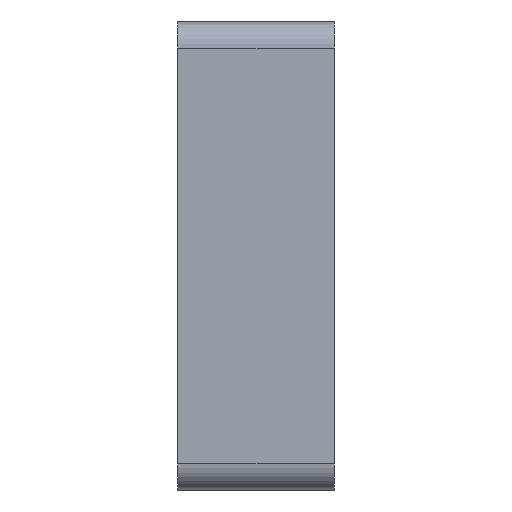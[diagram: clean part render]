
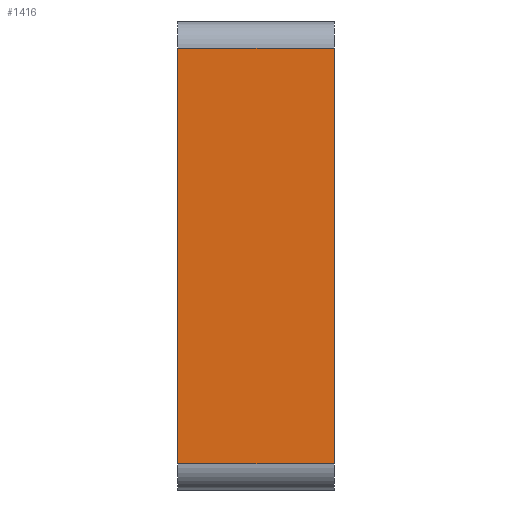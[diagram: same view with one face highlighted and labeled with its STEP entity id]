
A CAD part, left-side view. The second image highlights one B-rep face of the part: STEP entity #1416.
In plain terms, the highlighted planar face has unit normal (-1, 0, 0).
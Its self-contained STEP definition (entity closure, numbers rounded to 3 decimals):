
#1213=CARTESIAN_POINT('',(-592.25,-3.0,79.75));
#1214=VERTEX_POINT('',#1213);
#1222=CARTESIAN_POINT('',(-592.25,-3.0,-79.75));
#1223=VERTEX_POINT('',#1222);
#1224=CARTESIAN_POINT('',(-592.25,-3.0,79.75));
#1225=DIRECTION('',(0.0,0.0,-1.0));
#1226=VECTOR('',#1225,159.5);
#1227=LINE('',#1224,#1226);
#1228=EDGE_CURVE('',#1214,#1223,#1227,.T.);
#1366=CARTESIAN_POINT('',(-592.25,57.0,-79.75));
#1367=VERTEX_POINT('',#1366);
#1384=CARTESIAN_POINT('',(-592.25,-3.0,-79.75));
#1385=DIRECTION('',(0.0,1.0,0.0));
#1386=VECTOR('',#1385,60.0);
#1387=LINE('',#1384,#1386);
#1388=EDGE_CURVE('',#1223,#1367,#1387,.T.);
#1393=CARTESIAN_POINT('',(-592.25,0.0,-89.75));
#1394=DIRECTION('',(-1.0,0.0,0.0));
#1395=DIRECTION('',(0.0,0.0,1.0));
#1396=AXIS2_PLACEMENT_3D('',#1393,#1394,#1395);
#1397=PLANE('',#1396);
#1398=ORIENTED_EDGE('',*,*,#1388,.F.);
#1399=ORIENTED_EDGE('',*,*,#1228,.F.);
#1400=CARTESIAN_POINT('',(-592.25,57.0,79.75));
#1401=VERTEX_POINT('',#1400);
#1402=CARTESIAN_POINT('',(-592.25,57.0,79.75));
#1403=DIRECTION('',(0.0,-1.0,0.0));
#1404=VECTOR('',#1403,60.0);
#1405=LINE('',#1402,#1404);
#1406=EDGE_CURVE('',#1401,#1214,#1405,.T.);
#1407=ORIENTED_EDGE('',*,*,#1406,.F.);
#1408=CARTESIAN_POINT('',(-592.25,57.0,-79.75));
#1409=DIRECTION('',(0.0,0.0,1.0));
#1410=VECTOR('',#1409,159.5);
#1411=LINE('',#1408,#1410);
#1412=EDGE_CURVE('',#1367,#1401,#1411,.T.);
#1413=ORIENTED_EDGE('',*,*,#1412,.F.);
#1414=EDGE_LOOP('',(#1398,#1399,#1407,#1413));
#1415=FACE_OUTER_BOUND('',#1414,.T.);
#1416=ADVANCED_FACE('',(#1415),#1397,.T.);
